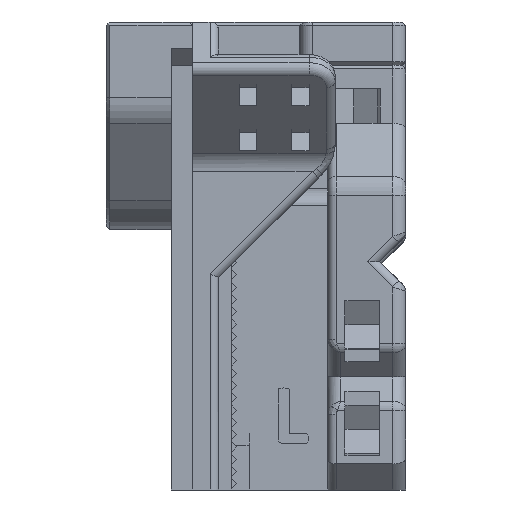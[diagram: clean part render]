
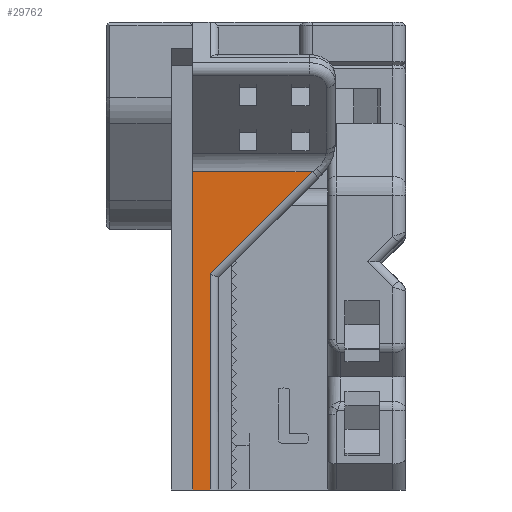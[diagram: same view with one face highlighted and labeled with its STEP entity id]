
A CAD part, left-side view. The second image highlights one B-rep face of the part: STEP entity #29762.
In plain terms, the highlighted planar face has unit normal (-1, 0, 0).
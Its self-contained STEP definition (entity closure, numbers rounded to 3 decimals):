
#1241=PLANE('',#31422);
#2266=LINE('',#42628,#5244);
#2267=LINE('',#42630,#5245);
#2268=LINE('',#42632,#5246);
#2269=LINE('',#42634,#5247);
#2270=LINE('',#42635,#5248);
#5244=VECTOR('',#33606,10.);
#5245=VECTOR('',#33607,10.);
#5246=VECTOR('',#33608,10.);
#5247=VECTOR('',#33609,10.);
#5248=VECTOR('',#33610,10.);
#8397=FACE_OUTER_BOUND('',#10078,.T.);
#10078=EDGE_LOOP('',(#20729,#20730,#20731,#20732,#20733));
#12716=VERTEX_POINT('',#42489);
#12737=VERTEX_POINT('',#42627);
#12738=VERTEX_POINT('',#42629);
#12739=VERTEX_POINT('',#42631);
#12740=VERTEX_POINT('',#42633);
#15839=EDGE_CURVE('',#12737,#12716,#2266,.T.);
#15840=EDGE_CURVE('',#12738,#12737,#2267,.T.);
#15841=EDGE_CURVE('',#12739,#12738,#2268,.T.);
#15842=EDGE_CURVE('',#12740,#12739,#2269,.T.);
#15843=EDGE_CURVE('',#12716,#12740,#2270,.T.);
#20729=ORIENTED_EDGE('',*,*,#15839,.F.);
#20730=ORIENTED_EDGE('',*,*,#15840,.F.);
#20731=ORIENTED_EDGE('',*,*,#15841,.F.);
#20732=ORIENTED_EDGE('',*,*,#15842,.F.);
#20733=ORIENTED_EDGE('',*,*,#15843,.F.);
#29762=ADVANCED_FACE('',(#8397),#1241,.F.);
#31422=AXIS2_PLACEMENT_3D('',#42626,#33604,#33605);
#33604=DIRECTION('center_axis',(1.,0.,0.));
#33605=DIRECTION('ref_axis',(0.,0.,-1.));
#33606=DIRECTION('',(0.,-1.,0.));
#33607=DIRECTION('',(0.,0.,1.));
#33608=DIRECTION('',(0.,1.,0.));
#33609=DIRECTION('',(0.,0.,-1.));
#33610=DIRECTION('',(0.,0.707,-0.707));
#42489=CARTESIAN_POINT('',(-48.21,8.063,35.407));
#42626=CARTESIAN_POINT('Origin',(-48.21,18.8,1.814));
#42627=CARTESIAN_POINT('',(-48.21,21.8,35.407));
#42628=CARTESIAN_POINT('',(-48.21,18.8,35.407));
#42629=CARTESIAN_POINT('',(-48.21,21.8,-1.184));
#42630=CARTESIAN_POINT('',(-48.21,21.8,13.273));
#42631=CARTESIAN_POINT('',(-48.21,19.8,-1.184));
#42632=CARTESIAN_POINT('',(-48.21,21.05,-1.184));
#42633=CARTESIAN_POINT('',(-48.21,19.8,23.671));
#42634=CARTESIAN_POINT('',(-48.21,19.8,0.315));
#42635=CARTESIAN_POINT('',(-48.21,18.171,25.3));
